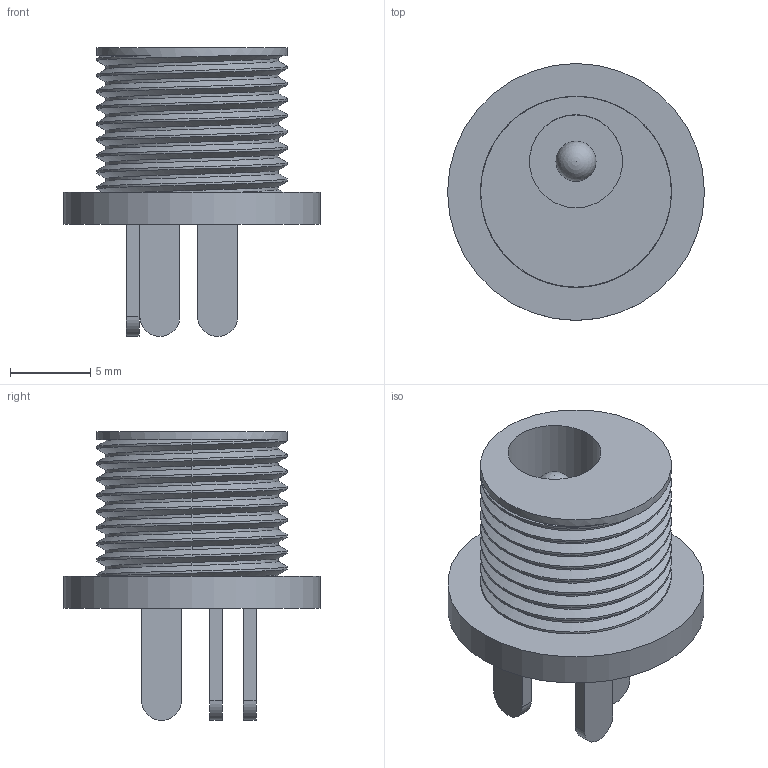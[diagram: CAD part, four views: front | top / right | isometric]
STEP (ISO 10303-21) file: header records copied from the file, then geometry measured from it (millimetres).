
FILE_DESCRIPTION(/* description */ (''),/* implementation_level */ '2;1');
FILE_NAME(/* name */ 'Power Jack Çalışma v5.step',/* time_stamp */ '2022-06-16T14:57:48+03:00',/* author */ (''),/* organization */ (''),/* preprocessor_version */ 'ST-DEVELOPER v19',/* originating_system */ 'Autodesk Translation Framework v11.7.0.108',/* authorisation */ '');
FILE_SCHEMA (('AUTOMOTIVE_DESIGN { 1 0 10303 214 3 1 1 }'));
Length unit declared in the file: millimetre
Products named in the file (3): Power Jack Çalışma; Component1
Bounding box: 16 x 16 x 18 mm (x, y, z)
Volume: 1144.5 mm3; surface area: 1391.8 mm2
Topology: 1 solids, 1 shells, 45 faces, 113 edges, 75 vertices
Faces by surface type: cylinder 25, plane 17, bspline 2, sphere 1
Full cylindrical faces by diameter (mm): 2.5 x1, 5.8 x1, 10.741 x7, 11.884 x9, 16 x1
Entity records: 3888 total; most frequent: CARTESIAN_POINT 2777, ORIENTED_EDGE 224, DIRECTION 177, EDGE_CURVE 112, VERTEX_POINT 75, AXIS2_PLACEMENT_3D 63, EDGE_LOOP 51, LINE 51
